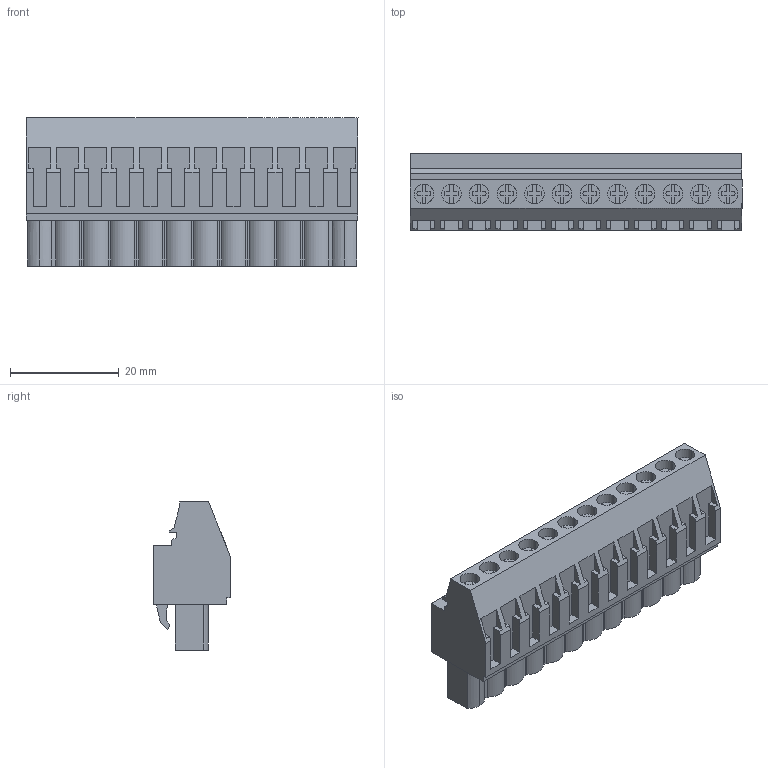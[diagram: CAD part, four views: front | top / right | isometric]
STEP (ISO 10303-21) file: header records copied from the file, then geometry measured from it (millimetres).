
FILE_DESCRIPTION(('CATIA V5 STEP','CAx-IF Rec.Pracs.--- Model Styling and Organization---1.2---2011-12-15'),'2;1');
FILE_NAME ('D1467911_0_1948110000_1948110000.stp','2017-09-08T12:14:54+00:00',('none'),('Weidmueller'),'CATIA Version 5-6 Release 2014','CATIA V5 STEP AP214','none');
FILE_SCHEMA(('AUTOMOTIVE_DESIGN { 1 0 10303 214 1 1 1 1 }'));
Length unit declared in the file: millimetre
Products named in the file (1): 1948110000
Bounding box: 60.96 x 14.1 x 27.2 mm (x, y, z)
Volume: 13878.6 mm3; surface area: 8149.8 mm2
Topology: 13 solids, 13 shells, 792 faces, 2191 edges, 1476 vertices
Faces by surface type: plane 682, cylinder 106, extrusion 4
Entity records: 23858 total; most frequent: CARTESIAN_POINT 4599, ORIENTED_EDGE 4382, DIRECTION 3233, EDGE_CURVE 2191, VECTOR 1927, LINE 1923, VERTEX_POINT 1476, EDGE_LOOP 843
